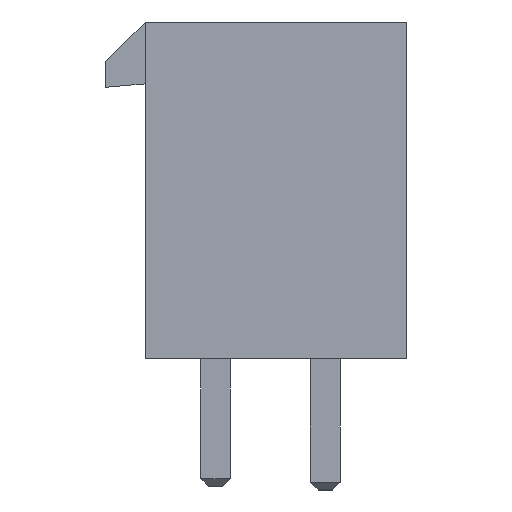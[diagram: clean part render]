
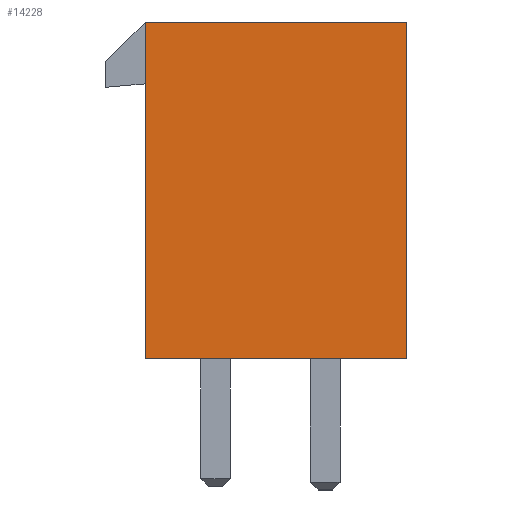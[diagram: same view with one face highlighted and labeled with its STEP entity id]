
A CAD part, left-side view. The second image highlights one B-rep face of the part: STEP entity #14228.
In plain terms, the highlighted planar face has unit normal (-1, 0, 0).
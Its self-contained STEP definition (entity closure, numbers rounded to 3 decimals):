
#1239 = EDGE_CURVE ( 'NONE', #6962, #13194, #5817, .T. ) ;
#1615 = FACE_OUTER_BOUND ( 'NONE', #2972, .T. ) ;
#1660 = DIRECTION ( 'NONE',  ( 0., -1., 0. ) ) ;
#1894 = CARTESIAN_POINT ( 'NONE',  ( -17.45, 0., -6.45 ) ) ;
#2062 = VECTOR ( 'NONE', #14076, 1000. ) ;
#2455 = CARTESIAN_POINT ( 'NONE',  ( -17.45, 0., 6.45 ) ) ;
#2618 = DIRECTION ( 'NONE',  ( 0., 0., 1. ) ) ;
#2762 = CARTESIAN_POINT ( 'NONE',  ( -17.45, 10., 6.45 ) ) ;
#2972 = EDGE_LOOP ( 'NONE', ( #2981, #15215, #10191, #10176 ) ) ;
#2981 = ORIENTED_EDGE ( 'NONE', *, *, #1239, .T. ) ;
#3185 = CARTESIAN_POINT ( 'NONE',  ( -17.45, 0., 6.45 ) ) ;
#3865 = VERTEX_POINT ( 'NONE', #10952 ) ;
#4049 = CARTESIAN_POINT ( 'NONE',  ( -17.45, 10., 6.45 ) ) ;
#4209 = LINE ( 'NONE', #2762, #8118 ) ;
#4647 = VERTEX_POINT ( 'NONE', #12225 ) ;
#5621 = CARTESIAN_POINT ( 'NONE',  ( -17.45, 10., -6.45 ) ) ;
#5817 = LINE ( 'NONE', #2455, #6011 ) ;
#6011 = VECTOR ( 'NONE', #2618, 1000. ) ;
#6318 = AXIS2_PLACEMENT_3D ( 'NONE', #4049, #10737, #14510 ) ;
#6706 = EDGE_CURVE ( 'NONE', #4647, #13194, #4209, .T. ) ;
#6962 = VERTEX_POINT ( 'NONE', #1894 ) ;
#8118 = VECTOR ( 'NONE', #9323, 1000. ) ;
#8845 = CARTESIAN_POINT ( 'NONE',  ( -17.45, 10., 6.45 ) ) ;
#8888 = EDGE_CURVE ( 'NONE', #3865, #4647, #9599, .T. ) ;
#9184 = EDGE_CURVE ( 'NONE', #3865, #6962, #12019, .T. ) ;
#9323 = DIRECTION ( 'NONE',  ( 0., -1., 0. ) ) ;
#9599 = LINE ( 'NONE', #8845, #2062 ) ;
#10176 = ORIENTED_EDGE ( 'NONE', *, *, #9184, .T. ) ;
#10191 = ORIENTED_EDGE ( 'NONE', *, *, #8888, .F. ) ;
#10737 = DIRECTION ( 'NONE',  ( 1., 0., 0. ) ) ;
#10952 = CARTESIAN_POINT ( 'NONE',  ( -17.45, 10., -6.45 ) ) ;
#11882 = PLANE ( 'NONE',  #6318 ) ;
#12019 = LINE ( 'NONE', #5621, #12825 ) ;
#12225 = CARTESIAN_POINT ( 'NONE',  ( -17.45, 10., 6.45 ) ) ;
#12825 = VECTOR ( 'NONE', #1660, 1000. ) ;
#13194 = VERTEX_POINT ( 'NONE', #3185 ) ;
#14076 = DIRECTION ( 'NONE',  ( 0., 0., 1. ) ) ;
#14228 = ADVANCED_FACE ( 'NONE', ( #1615 ), #11882, .F. ) ;
#14510 = DIRECTION ( 'NONE',  ( 0., 0., -1. ) ) ;
#15215 = ORIENTED_EDGE ( 'NONE', *, *, #6706, .F. ) ;
